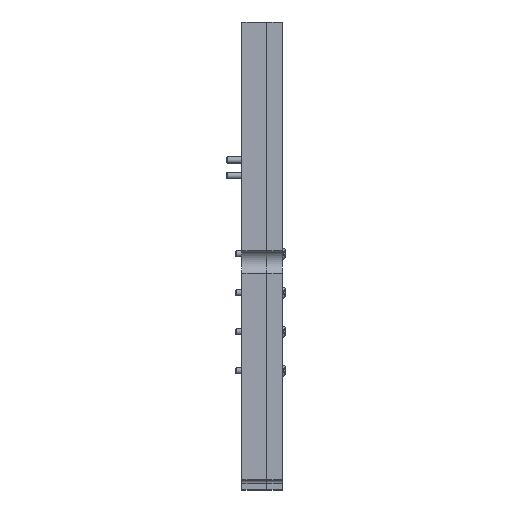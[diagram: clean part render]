
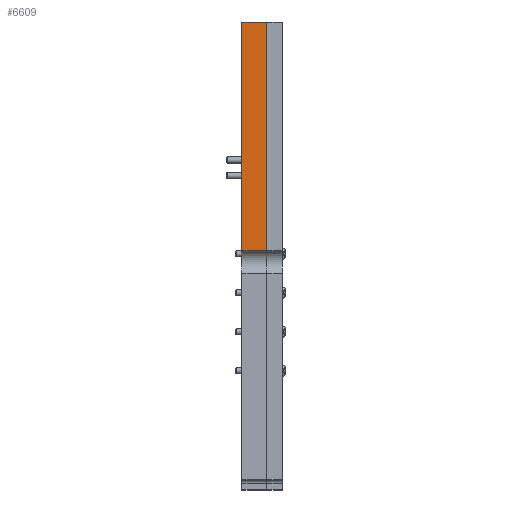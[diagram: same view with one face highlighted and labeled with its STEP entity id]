
A CAD part, left-side view. The second image highlights one B-rep face of the part: STEP entity #6609.
In plain terms, the highlighted planar face has unit normal (-1, 0, 0).
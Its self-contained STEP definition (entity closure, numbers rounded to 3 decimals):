
#152 = CARTESIAN_POINT ( 'NONE',  ( -227., 16., 1.916 ) ) ;
#213 = FACE_OUTER_BOUND ( 'NONE', #1958, .T. ) ;
#314 = VECTOR ( 'NONE', #6822, 1000. ) ;
#564 = DIRECTION ( 'NONE',  ( 1., 0., 0. ) ) ;
#751 = CARTESIAN_POINT ( 'NONE',  ( -227., 16., 148.5 ) ) ;
#767 = DIRECTION ( 'NONE',  ( 0., -1., 0. ) ) ;
#1300 = CARTESIAN_POINT ( 'NONE',  ( -227., 0., 1.916 ) ) ;
#1302 = LINE ( 'NONE', #5282, #314 ) ;
#1388 = VECTOR ( 'NONE', #767, 1000. ) ;
#1607 = AXIS2_PLACEMENT_3D ( 'NONE', #2700, #564, #4337 ) ;
#1710 = EDGE_CURVE ( 'NONE', #3271, #4373, #5618, .T. ) ;
#1939 = CARTESIAN_POINT ( 'NONE',  ( -227., 0., 1.916 ) ) ;
#1958 = EDGE_LOOP ( 'NONE', ( #2926, #2983, #5387, #2678 ) ) ;
#2072 = EDGE_CURVE ( 'NONE', #3271, #3615, #2334, .T. ) ;
#2276 = EDGE_CURVE ( 'NONE', #3615, #5962, #1302, .T. ) ;
#2334 = LINE ( 'NONE', #5599, #4925 ) ;
#2393 = LINE ( 'NONE', #5919, #2740 ) ;
#2678 = ORIENTED_EDGE ( 'NONE', *, *, #2276, .F. ) ;
#2700 = CARTESIAN_POINT ( 'NONE',  ( -227., 16., 148.5 ) ) ;
#2740 = VECTOR ( 'NONE', #4338, 1000. ) ;
#2926 = ORIENTED_EDGE ( 'NONE', *, *, #2072, .F. ) ;
#2983 = ORIENTED_EDGE ( 'NONE', *, *, #1710, .T. ) ;
#3271 = VERTEX_POINT ( 'NONE', #152 ) ;
#3354 = CARTESIAN_POINT ( 'NONE',  ( -227., 0., 148.5 ) ) ;
#3615 = VERTEX_POINT ( 'NONE', #751 ) ;
#3807 = PLANE ( 'NONE',  #1607 ) ;
#3973 = EDGE_CURVE ( 'NONE', #4373, #5962, #2393, .T. ) ;
#4337 = DIRECTION ( 'NONE',  ( 0., 0., -1. ) ) ;
#4338 = DIRECTION ( 'NONE',  ( 0., 0., 1. ) ) ;
#4373 = VERTEX_POINT ( 'NONE', #1939 ) ;
#4925 = VECTOR ( 'NONE', #6187, 1000. ) ;
#5282 = CARTESIAN_POINT ( 'NONE',  ( -227., 16., 148.5 ) ) ;
#5387 = ORIENTED_EDGE ( 'NONE', *, *, #3973, .T. ) ;
#5599 = CARTESIAN_POINT ( 'NONE',  ( -227., 16., 148.5 ) ) ;
#5618 = LINE ( 'NONE', #1300, #1388 ) ;
#5919 = CARTESIAN_POINT ( 'NONE',  ( -227., 0., 148.5 ) ) ;
#5962 = VERTEX_POINT ( 'NONE', #3354 ) ;
#6187 = DIRECTION ( 'NONE',  ( 0., 0., 1. ) ) ;
#6609 = ADVANCED_FACE ( 'NONE', ( #213 ), #3807, .F. ) ;
#6822 = DIRECTION ( 'NONE',  ( 0., -1., 0. ) ) ;
